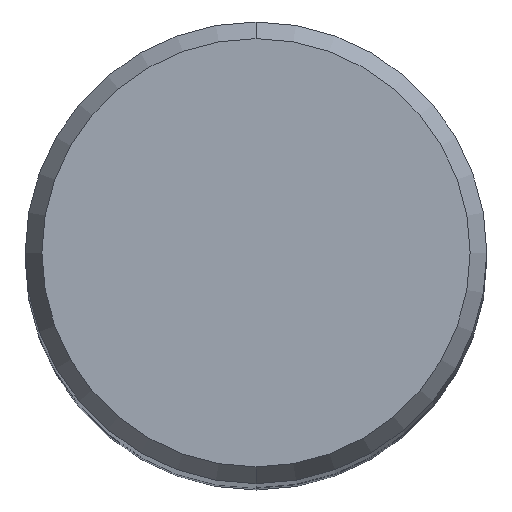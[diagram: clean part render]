
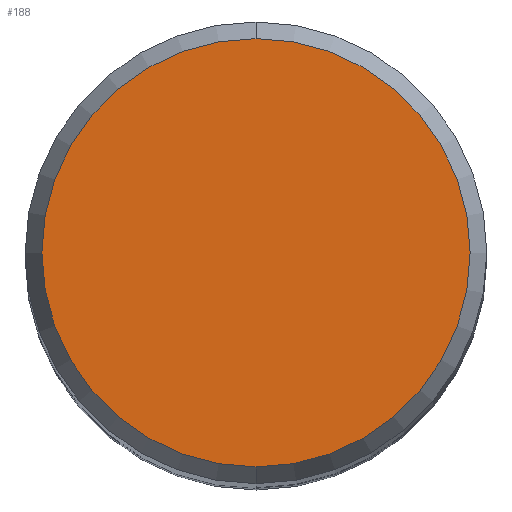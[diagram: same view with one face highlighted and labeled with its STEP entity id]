
A CAD part, top view. The second image highlights one B-rep face of the part: STEP entity #188.
In plain terms, the highlighted planar face has unit normal (0, 0, 1).
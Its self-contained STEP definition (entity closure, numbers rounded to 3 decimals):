
#94=EDGE_CURVE('',#184,#204,#231,.T.);
#110=EDGE_CURVE('',#204,#184,#249,.T.);
#184=VERTEX_POINT('',#331);
#188=ADVANCED_FACE('',(#335),#336,.T.);
#204=VERTEX_POINT('',#356);
#231=CIRCLE('',#379,5.892);
#249=CIRCLE('',#401,5.892);
#331=CARTESIAN_POINT('',(0.0,5.892,0.01));
#335=FACE_OUTER_BOUND('',#508,.T.);
#336=PLANE('',#509);
#356=CARTESIAN_POINT('',(0.,-5.892,0.01));
#379=AXIS2_PLACEMENT_3D('',#541,#542,#543);
#401=AXIS2_PLACEMENT_3D('',#569,#570,#571);
#508=EDGE_LOOP('',(#668,#669));
#509=AXIS2_PLACEMENT_3D('',#670,#671,#672);
#541=CARTESIAN_POINT('',(0.0,0.0,0.01));
#542=DIRECTION('',(0.0,0.0,-1.0));
#543=DIRECTION('',(0.0,1.0,0.0));
#569=CARTESIAN_POINT('',(0.0,0.0,0.01));
#570=DIRECTION('',(0.0,0.0,-1.0));
#571=DIRECTION('',(0.0,1.0,0.0));
#668=ORIENTED_EDGE('',*,*,#94,.F.);
#669=ORIENTED_EDGE('',*,*,#110,.F.);
#670=CARTESIAN_POINT('',(0.0,2.946,0.01));
#671=DIRECTION('',(-0.0,0.0,1.0));
#672=DIRECTION('',(0.0,-1.0,0.0));
